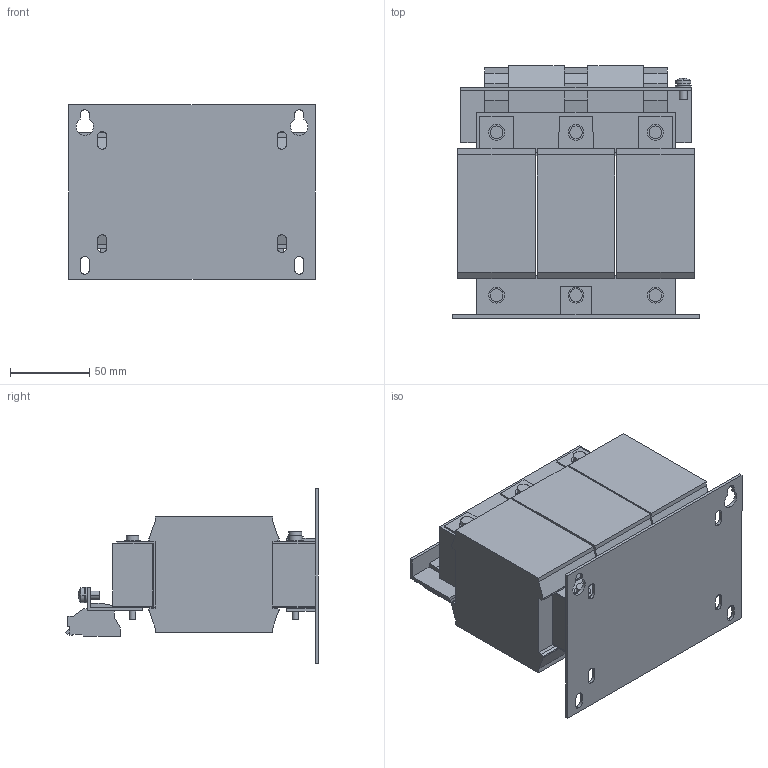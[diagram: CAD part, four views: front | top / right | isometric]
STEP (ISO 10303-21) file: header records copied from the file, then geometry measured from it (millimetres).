
FILE_DESCRIPTION (( 'STEP AP214' ), '1' );
FILE_NAME ('318410.STEP', '2021-10-21T14:32:15', ( '' ), ( '' ), 'SwSTEP 2.0', 'SolidWorks 2018', '' );
FILE_SCHEMA (( 'AUTOMOTIVE_DESIGN' ));
Length unit declared in the file: millimetre
Products named in the file (1): 318410
Bounding box: 155 x 159.08 x 110 mm (x, y, z)
Volume: 1157771 mm3; surface area: 151275.9 mm2
Topology: 1 solids, 1 shells, 736 faces, 1979 edges, 1295 vertices
Faces by surface type: plane 564, cylinder 159, cone 6, torus 5, sphere 2
Entity records: 22951 total; most frequent: CARTESIAN_POINT 4057, ORIENTED_EDGE 3954, DIRECTION 3805, EDGE_CURVE 1977, VECTOR 1591, LINE 1591, VERTEX_POINT 1295, AXIS2_PLACEMENT_3D 1107
